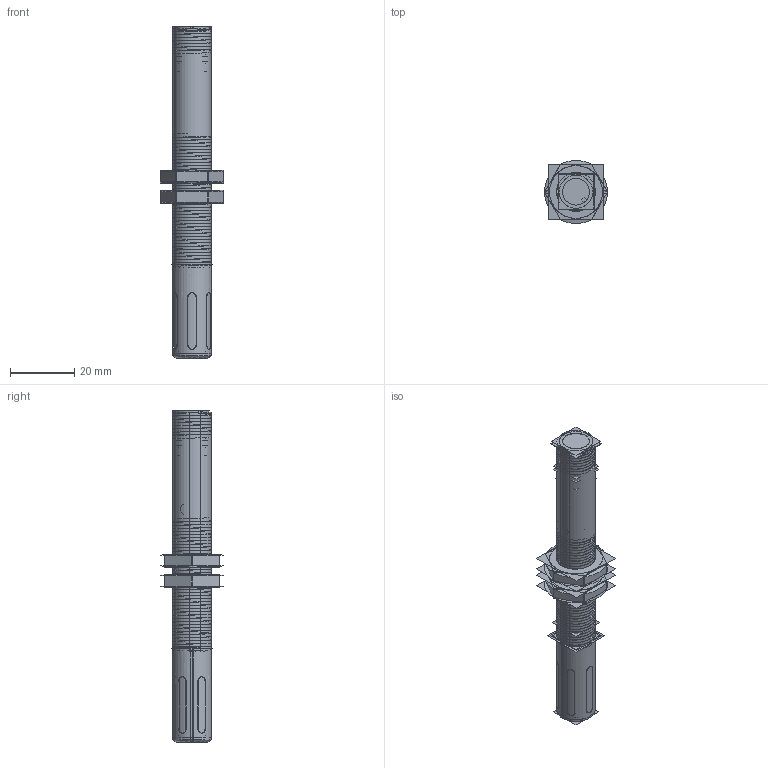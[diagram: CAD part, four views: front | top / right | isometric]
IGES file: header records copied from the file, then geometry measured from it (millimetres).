
Start section:  PTC IGES file: 188765.igs
Global section: file name: 188765.igs; native system: Creo Parametric by Parametric Technology Corporation; preprocessor: 2013230; author: pdmadmin; organization: Unknown; date: 20160128.142748; units: inch
Bounding box: 19.77 x 19.57 x 103.18 mm (x, y, z)
Volume: 4880.8 mm3; surface area: 191431.7 mm2
Topology: 6 solids, 6 shells, 688 faces, 3602 edges, 4645 vertices
Faces by surface type: revolution 492, bspline 196
